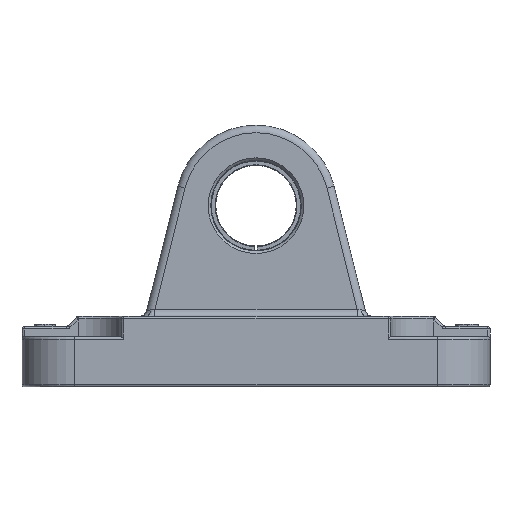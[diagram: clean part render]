
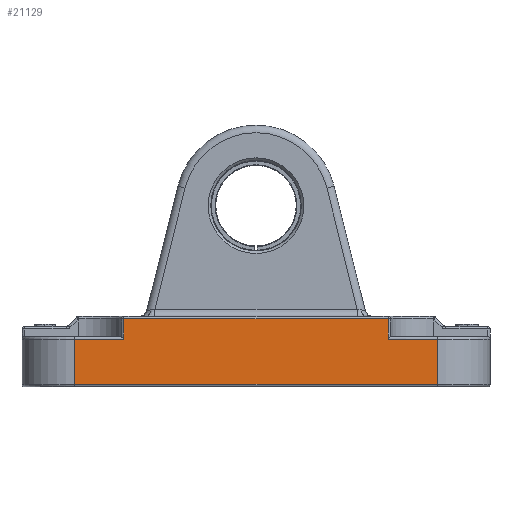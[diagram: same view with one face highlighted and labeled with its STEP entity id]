
A CAD part, left-side view. The second image highlights one B-rep face of the part: STEP entity #21129.
In plain terms, the highlighted planar face has unit normal (-1, 0, 0).
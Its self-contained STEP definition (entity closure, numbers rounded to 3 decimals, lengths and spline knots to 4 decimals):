
#814=PLANE($,#21958);
#1901=FACE_OUTER_BOUND($,#3136,.T.);
#3136=EDGE_LOOP($,(#18597,#18598,#18599,#18600,#18601,#18602,#18603,#18604));
#4499=LINE($,#41676,#5933);
#4512=LINE($,#41752,#5946);
#4542=LINE($,#41938,#5976);
#4555=LINE($,#41983,#5989);
#4560=LINE($,#41998,#5994);
#4568=LINE($,#42027,#6002);
#4589=LINE($,#42085,#6023);
#4590=LINE($,#42087,#6024);
#5933=VECTOR($,#24167,5.25);
#5946=VECTOR($,#24260,7.2);
#5976=VECTOR($,#24476,0.4);
#5989=VECTOR($,#24535,0.975);
#5994=VECTOR($,#24552,0.4);
#6002=VECTOR($,#24592,0.975);
#6023=VECTOR($,#24669,0.9);
#6024=VECTOR($,#24672,0.9);
#9391=VERTEX_POINT($,#41673);
#9392=VERTEX_POINT($,#41675);
#9412=VERTEX_POINT($,#41742);
#9414=VERTEX_POINT($,#41748);
#9478=VERTEX_POINT($,#41937);
#9487=VERTEX_POINT($,#41981);
#9491=VERTEX_POINT($,#41997);
#9496=VERTEX_POINT($,#42022);
#12382=EDGE_CURVE($,#9391,#9392,#4499,.T.);
#12418=EDGE_CURVE($,#9412,#9414,#4512,.T.);
#12509=EDGE_CURVE($,#9478,#9391,#4542,.T.);
#12533=EDGE_CURVE($,#9487,#9478,#4555,.T.);
#12541=EDGE_CURVE($,#9392,#9491,#4560,.T.);
#12557=EDGE_CURVE($,#9491,#9496,#4568,.T.);
#12589=EDGE_CURVE($,#9412,#9496,#4589,.T.);
#12590=EDGE_CURVE($,#9414,#9487,#4590,.T.);
#18597=ORIENTED_EDGE($,*,*,#12418,.F.);
#18598=ORIENTED_EDGE($,*,*,#12589,.T.);
#18599=ORIENTED_EDGE($,*,*,#12557,.F.);
#18600=ORIENTED_EDGE($,*,*,#12541,.F.);
#18601=ORIENTED_EDGE($,*,*,#12382,.F.);
#18602=ORIENTED_EDGE($,*,*,#12509,.F.);
#18603=ORIENTED_EDGE($,*,*,#12533,.F.);
#18604=ORIENTED_EDGE($,*,*,#12590,.F.);
#21129=ADVANCED_FACE($,(#1901),#814,.T.);
#21958=AXIS2_PLACEMENT_3D($,#42086,#24670,#24671);
#24167=DIRECTION($,(0.,-1.,0.));
#24260=DIRECTION($,(0.,1.,0.));
#24476=DIRECTION($,(0.,0.,1.));
#24535=DIRECTION($,(0.,-1.,0.));
#24552=DIRECTION($,(0.,0.,-1.));
#24592=DIRECTION($,(0.,-1.,0.));
#24669=DIRECTION($,(0.,0.,1.));
#24670=DIRECTION('center_axis',(-1.,0.,0.));
#24671=DIRECTION('ref_axis',(0.,0.,1.));
#24672=DIRECTION($,(0.,0.,1.));
#41673=CARTESIAN_POINT('',(-4.65,2.625,1.35));
#41675=CARTESIAN_POINT('',(-4.65,-2.625,1.35));
#41676=CARTESIAN_POINT($,(-4.65,2.625,1.35));
#41742=CARTESIAN_POINT('',(-4.65,-3.6,0.05));
#41748=CARTESIAN_POINT('',(-4.65,3.6,0.05));
#41752=CARTESIAN_POINT($,(-4.65,-3.6,0.05));
#41937=CARTESIAN_POINT('',(-4.65,2.625,0.95));
#41938=CARTESIAN_POINT($,(-4.65,2.625,0.95));
#41981=CARTESIAN_POINT('',(-4.65,3.6,0.95));
#41983=CARTESIAN_POINT($,(-4.65,3.6,0.95));
#41997=CARTESIAN_POINT('',(-4.65,-2.625,0.95));
#41998=CARTESIAN_POINT($,(-4.65,-2.625,1.35));
#42022=CARTESIAN_POINT('',(-4.65,-3.6,0.95));
#42027=CARTESIAN_POINT($,(-4.65,-2.625,0.95));
#42085=CARTESIAN_POINT($,(-4.65,-3.6,0.05));
#42086=CARTESIAN_POINT('Origin',(-4.65,-3.6,0.));
#42087=CARTESIAN_POINT($,(-4.65,3.6,0.05));
